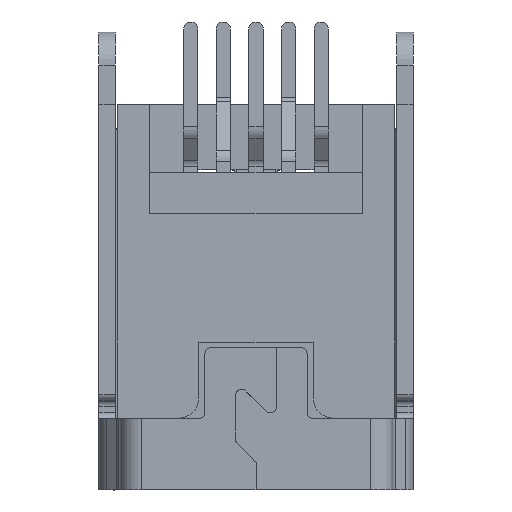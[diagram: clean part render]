
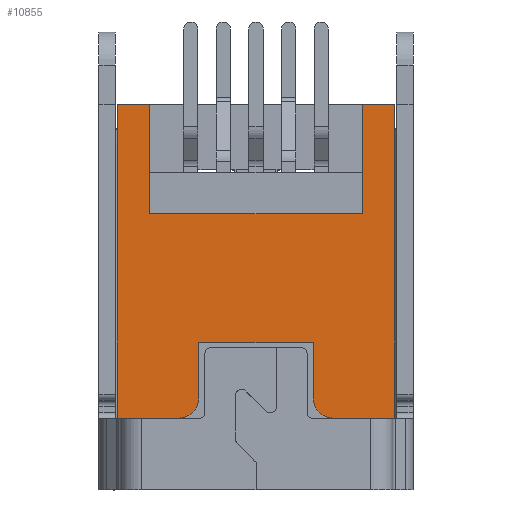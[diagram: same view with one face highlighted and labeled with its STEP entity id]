
A CAD part, front view. The second image highlights one B-rep face of the part: STEP entity #10855.
In plain terms, the highlighted planar face has unit normal (0, -1, 0).
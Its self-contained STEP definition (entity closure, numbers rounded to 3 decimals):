
#1167=DIRECTION('',(0.,0.,1.));
#1168=VECTOR('',#1167,7.69);
#1169=CARTESIAN_POINT('',(121.666,190.138,1.76));
#1170=LINE('',#1169,#1168);
#1276=DIRECTION('',(-1.,0.,0.));
#1277=VECTOR('',#1276,0.8);
#1278=CARTESIAN_POINT('',(115.666,190.138,9.45));
#1279=LINE('',#1278,#1277);
#1280=DIRECTION('',(1.,0.,0.));
#1281=VECTOR('',#1280,5.2);
#1282=CARTESIAN_POINT('',(115.666,190.138,6.77));
#1283=LINE('',#1282,#1281);
#1284=DIRECTION('',(-1.,0.,0.));
#1285=VECTOR('',#1284,0.8);
#1286=CARTESIAN_POINT('',(121.666,190.138,9.45));
#1287=LINE('',#1286,#1285);
#1288=CARTESIAN_POINT('',(120.166,190.138,2.26));
#1289=DIRECTION('',(0.,1.,0.));
#1290=DIRECTION('',(0.,0.,-1.));
#1291=AXIS2_PLACEMENT_3D('',#1288,#1289,#1290);
#1293=DIRECTION('',(0.,0.,1.));
#1294=VECTOR('',#1293,1.35);
#1295=CARTESIAN_POINT('',(119.666,190.138,2.26));
#1296=LINE('',#1295,#1294);
#1297=DIRECTION('',(0.,0.,-1.));
#1298=VECTOR('',#1297,1.35);
#1299=CARTESIAN_POINT('',(116.866,190.138,3.61));
#1300=LINE('',#1299,#1298);
#1301=CARTESIAN_POINT('',(116.366,190.138,2.26));
#1302=DIRECTION('',(0.,1.,0.));
#1303=DIRECTION('',(1.,0.,0.));
#1304=AXIS2_PLACEMENT_3D('',#1301,#1302,#1303);
#1326=DIRECTION('',(0.,0.,-1.));
#1327=VECTOR('',#1326,7.69);
#1328=CARTESIAN_POINT('',(114.866,190.138,9.45));
#1329=LINE('',#1328,#1327);
#1374=DIRECTION('',(0.,0.,1.));
#1375=VECTOR('',#1374,2.68);
#1376=CARTESIAN_POINT('',(115.666,190.138,6.77));
#1377=LINE('',#1376,#1375);
#1773=DIRECTION('',(0.,0.,-1.));
#1774=VECTOR('',#1773,2.68);
#1775=CARTESIAN_POINT('',(120.866,190.138,9.45));
#1776=LINE('',#1775,#1774);
#2009=DIRECTION('',(1.,0.,0.));
#2010=VECTOR('',#2009,1.5);
#2011=CARTESIAN_POINT('',(114.866,190.138,1.76));
#2012=LINE('',#2011,#2010);
#2043=DIRECTION('',(1.,0.,0.));
#2044=VECTOR('',#2043,1.5);
#2045=CARTESIAN_POINT('',(120.166,190.138,1.76));
#2046=LINE('',#2045,#2044);
#2083=DIRECTION('',(1.,0.,0.));
#2084=VECTOR('',#2083,2.8);
#2085=CARTESIAN_POINT('',(116.866,190.138,3.61));
#2086=LINE('',#2085,#2084);
#8001=CARTESIAN_POINT('',(121.666,190.138,1.76));
#8002=VERTEX_POINT('',#8001);
#8271=CARTESIAN_POINT('',(120.166,190.138,1.76));
#8272=VERTEX_POINT('',#8271);
#8273=CARTESIAN_POINT('',(119.666,190.138,2.26));
#8274=VERTEX_POINT('',#8273);
#8275=CARTESIAN_POINT('',(119.666,190.138,3.61));
#8276=VERTEX_POINT('',#8275);
#8277=CARTESIAN_POINT('',(116.866,190.138,3.61));
#8278=VERTEX_POINT('',#8277);
#8279=CARTESIAN_POINT('',(116.866,190.138,2.26));
#8280=VERTEX_POINT('',#8279);
#8281=CARTESIAN_POINT('',(116.366,190.138,1.76));
#8282=VERTEX_POINT('',#8281);
#8283=CARTESIAN_POINT('',(114.866,190.138,1.76));
#8284=VERTEX_POINT('',#8283);
#8808=CARTESIAN_POINT('',(115.666,190.138,6.77));
#8809=CARTESIAN_POINT('',(120.866,190.138,6.77));
#8810=VERTEX_POINT('',#8808);
#8811=VERTEX_POINT('',#8809);
#8812=CARTESIAN_POINT('',(121.666,190.138,9.45));
#8813=CARTESIAN_POINT('',(120.866,190.138,9.45));
#8814=VERTEX_POINT('',#8812);
#8815=VERTEX_POINT('',#8813);
#8816=CARTESIAN_POINT('',(115.666,190.138,9.45));
#8817=CARTESIAN_POINT('',(114.866,190.138,9.45));
#8818=VERTEX_POINT('',#8816);
#8819=VERTEX_POINT('',#8817);
#10822=CARTESIAN_POINT('',(118.266,190.138,4.11));
#10823=DIRECTION('',(0.,1.,0.));
#10824=DIRECTION('',(1.,0.,0.));
#10825=AXIS2_PLACEMENT_3D('',#10822,#10823,#10824);
#10826=PLANE('',#10825);
#10828=ORIENTED_EDGE('',*,*,#10827,.F.);
#10830=ORIENTED_EDGE('',*,*,#10829,.F.);
#10832=ORIENTED_EDGE('',*,*,#10831,.F.);
#10834=ORIENTED_EDGE('',*,*,#10833,.T.);
#10836=ORIENTED_EDGE('',*,*,#10835,.F.);
#10837=ORIENTED_EDGE('',*,*,#10798,.F.);
#10838=ORIENTED_EDGE('',*,*,#10649,.F.);
#10840=ORIENTED_EDGE('',*,*,#10839,.F.);
#10842=ORIENTED_EDGE('',*,*,#10841,.T.);
#10844=ORIENTED_EDGE('',*,*,#10843,.T.);
#10846=ORIENTED_EDGE('',*,*,#10845,.F.);
#10848=ORIENTED_EDGE('',*,*,#10847,.T.);
#10850=ORIENTED_EDGE('',*,*,#10849,.T.);
#10852=ORIENTED_EDGE('',*,*,#10851,.F.);
#10853=EDGE_LOOP('',(#10828,#10830,#10832,#10834,#10836,#10837,#10838,#10840,
#10842,#10844,#10846,#10848,#10850,#10852));
#10854=FACE_OUTER_BOUND('',#10853,.F.);
#1292=CIRCLE('',#1291,0.5);
#1305=CIRCLE('',#1304,0.5);
#10649=EDGE_CURVE('',#8002,#8814,#1170,.T.);
#10798=EDGE_CURVE('',#8814,#8815,#1287,.T.);
#10827=EDGE_CURVE('',#8819,#8284,#1329,.T.);
#10829=EDGE_CURVE('',#8818,#8819,#1279,.T.);
#10831=EDGE_CURVE('',#8810,#8818,#1377,.T.);
#10833=EDGE_CURVE('',#8810,#8811,#1283,.T.);
#10835=EDGE_CURVE('',#8815,#8811,#1776,.T.);
#10839=EDGE_CURVE('',#8272,#8002,#2046,.T.);
#10841=EDGE_CURVE('',#8272,#8274,#1292,.T.);
#10843=EDGE_CURVE('',#8274,#8276,#1296,.T.);
#10845=EDGE_CURVE('',#8278,#8276,#2086,.T.);
#10847=EDGE_CURVE('',#8278,#8280,#1300,.T.);
#10849=EDGE_CURVE('',#8280,#8282,#1305,.T.);
#10851=EDGE_CURVE('',#8284,#8282,#2012,.T.);
#10855=ADVANCED_FACE('',(#10854),#10826,.F.);
